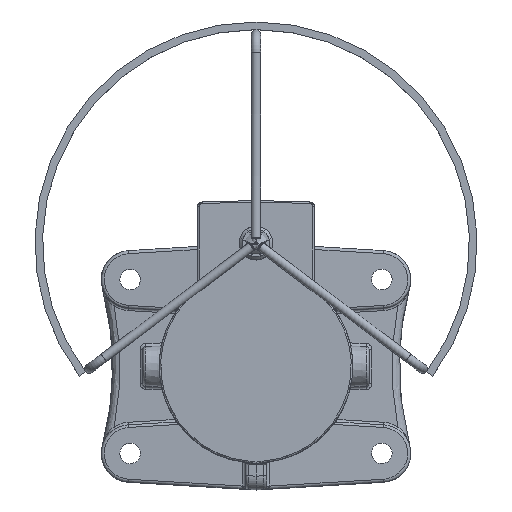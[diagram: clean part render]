
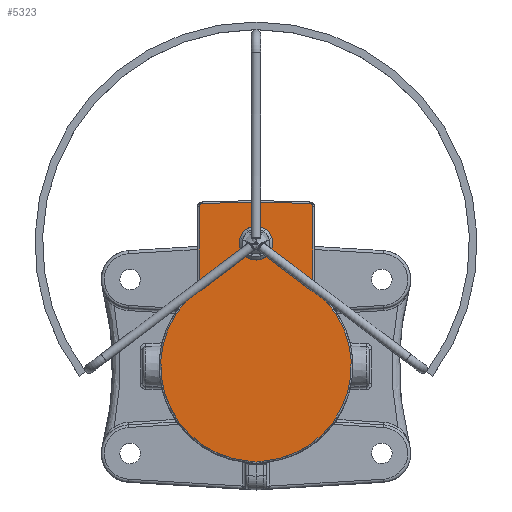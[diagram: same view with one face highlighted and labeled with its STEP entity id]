
A CAD part, top view. The second image highlights one B-rep face of the part: STEP entity #5323.
In plain terms, the highlighted planar face has unit normal (0, 0, 1).
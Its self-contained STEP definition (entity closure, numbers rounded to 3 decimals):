
#702=LINE('',#11863,#928);
#704=LINE('',#11982,#930);
#705=LINE('',#11986,#931);
#706=LINE('',#11988,#932);
#928=VECTOR('',#7053,10.);
#930=VECTOR('',#7075,10.);
#931=VECTOR('',#7078,10.);
#932=VECTOR('',#7079,10.);
#1063=B_SPLINE_CURVE_WITH_KNOTS('',3,(#11966,#11967,#11968,#11969,#11970,
#11971,#11972,#11973,#11974,#11975,#11976,#11977,#11978,#11979,#11980),
 .UNSPECIFIED.,.F.,.F.,(4,1,1,1,1,1,1,1,1,1,1,1,4),(-0.938,
-0.905,-0.871,-0.804,-0.67,
-0.536,-0.469,-0.402,-0.268,
-0.134,-0.067,-0.034,0.),
 .UNSPECIFIED.);
#1569=FACE_OUTER_BOUND('',#1930,.T.);
#1930=EDGE_LOOP('',(#4460,#4461,#4462,#4463,#4464,#4465,#4466,#4467,#4468));
#2254=CIRCLE('',#5886,62.5);
#2255=CIRCLE('',#5890,62.5);
#2257=CIRCLE('',#5893,2.);
#2258=CIRCLE('',#5894,2.);
#2672=VERTEX_POINT('',#11774);
#2674=VERTEX_POINT('',#11862);
#2675=VERTEX_POINT('',#11866);
#2676=VERTEX_POINT('',#11901);
#2677=VERTEX_POINT('',#11962);
#2678=VERTEX_POINT('',#11981);
#2679=VERTEX_POINT('',#11983);
#2680=VERTEX_POINT('',#11985);
#2681=VERTEX_POINT('',#11987);
#3306=EDGE_CURVE('',#2672,#2674,#702,.T.);
#3309=EDGE_CURVE('',#2675,#2672,#2254,.T.);
#3314=EDGE_CURVE('',#2676,#2677,#2255,.T.);
#3316=EDGE_CURVE('',#2677,#2675,#1063,.T.);
#3317=EDGE_CURVE('',#2678,#2676,#704,.T.);
#3318=EDGE_CURVE('',#2679,#2678,#2257,.T.);
#3319=EDGE_CURVE('',#2680,#2679,#705,.T.);
#3320=EDGE_CURVE('',#2681,#2680,#706,.T.);
#3321=EDGE_CURVE('',#2674,#2681,#2258,.T.);
#4460=ORIENTED_EDGE('',*,*,#3309,.F.);
#4461=ORIENTED_EDGE('',*,*,#3316,.F.);
#4462=ORIENTED_EDGE('',*,*,#3314,.F.);
#4463=ORIENTED_EDGE('',*,*,#3317,.F.);
#4464=ORIENTED_EDGE('',*,*,#3318,.F.);
#4465=ORIENTED_EDGE('',*,*,#3319,.F.);
#4466=ORIENTED_EDGE('',*,*,#3320,.F.);
#4467=ORIENTED_EDGE('',*,*,#3321,.F.);
#4468=ORIENTED_EDGE('',*,*,#3306,.F.);
#5096=PLANE('',#5892);
#5323=ADVANCED_FACE('',(#1569),#5096,.T.);
#5886=AXIS2_PLACEMENT_3D('',#11868,#7060,#7061);
#5890=AXIS2_PLACEMENT_3D('',#11963,#7069,#7070);
#5892=AXIS2_PLACEMENT_3D('',#11965,#7073,#7074);
#5893=AXIS2_PLACEMENT_3D('',#11984,#7076,#7077);
#5894=AXIS2_PLACEMENT_3D('',#11989,#7080,#7081);
#7053=DIRECTION('',(0.,1.,0.));
#7060=DIRECTION('center_axis',(0.,0.,-1.));
#7061=DIRECTION('ref_axis',(-0.955,-0.297,0.));
#7069=DIRECTION('center_axis',(0.,0.,-1.));
#7070=DIRECTION('ref_axis',(0.955,-0.297,0.));
#7073=DIRECTION('center_axis',(0.,0.,1.));
#7074=DIRECTION('ref_axis',(1.,0.,0.));
#7075=DIRECTION('',(0.,-1.,0.));
#7076=DIRECTION('center_axis',(0.,0.,-1.));
#7077=DIRECTION('ref_axis',(0.716,0.698,0.));
#7078=DIRECTION('',(1.,-0.026,0.));
#7079=DIRECTION('',(1.,0.026,0.));
#7080=DIRECTION('center_axis',(0.,0.,-1.));
#7081=DIRECTION('ref_axis',(-0.716,0.698,0.));
#11774=CARTESIAN_POINT('',(-37.25,50.187,87.));
#11862=CARTESIAN_POINT('',(-37.25,104.576,87.));
#11863=CARTESIAN_POINT('',(-37.25,25.344,87.));
#11866=CARTESIAN_POINT('',(-4.636,-62.328,87.));
#11868=CARTESIAN_POINT('Origin',(0.,0.,87.));
#11901=CARTESIAN_POINT('',(37.25,50.187,87.));
#11962=CARTESIAN_POINT('',(4.636,-62.328,87.));
#11963=CARTESIAN_POINT('Origin',(0.,0.,87.));
#11965=CARTESIAN_POINT('Origin',(0.,0.,87.));
#11966=CARTESIAN_POINT('Ctrl Pts',(4.636,-62.328,87.));
#11967=CARTESIAN_POINT('Ctrl Pts',(4.525,-62.336,87.));
#11968=CARTESIAN_POINT('Ctrl Pts',(4.302,-62.357,87.));
#11969=CARTESIAN_POINT('Ctrl Pts',(3.859,-62.415,87.));
#11970=CARTESIAN_POINT('Ctrl Pts',(3.088,-62.547,87.));
#11971=CARTESIAN_POINT('Ctrl Pts',(1.997,-62.786,87.));
#11972=CARTESIAN_POINT('Ctrl Pts',(0.894,-62.97,
87.));
#11973=CARTESIAN_POINT('Ctrl Pts',(0.,-63.01,
87.));
#11974=CARTESIAN_POINT('Ctrl Pts',(-0.894,-62.97,
87.));
#11975=CARTESIAN_POINT('Ctrl Pts',(-1.998,-62.786,
87.));
#11976=CARTESIAN_POINT('Ctrl Pts',(-3.088,-62.547,
87.));
#11977=CARTESIAN_POINT('Ctrl Pts',(-3.859,-62.414,
87.));
#11978=CARTESIAN_POINT('Ctrl Pts',(-4.303,-62.357,
87.));
#11979=CARTESIAN_POINT('Ctrl Pts',(-4.525,-62.336,
87.));
#11980=CARTESIAN_POINT('Ctrl Pts',(-4.636,-62.328,
87.));
#11981=CARTESIAN_POINT('',(37.25,104.576,87.));
#11982=CARTESIAN_POINT('',(37.25,54.25,87.));
#11983=CARTESIAN_POINT('',(35.302,106.575,87.));
#11984=CARTESIAN_POINT('Origin',(35.25,104.576,87.));
#11985=CARTESIAN_POINT('',(0.,107.5,87.));
#11986=CARTESIAN_POINT('',(-17.725,107.964,87.));
#11987=CARTESIAN_POINT('',(-35.302,106.575,87.));
#11988=CARTESIAN_POINT('',(-20.512,106.963,87.));
#11989=CARTESIAN_POINT('Origin',(-35.25,104.576,87.));
